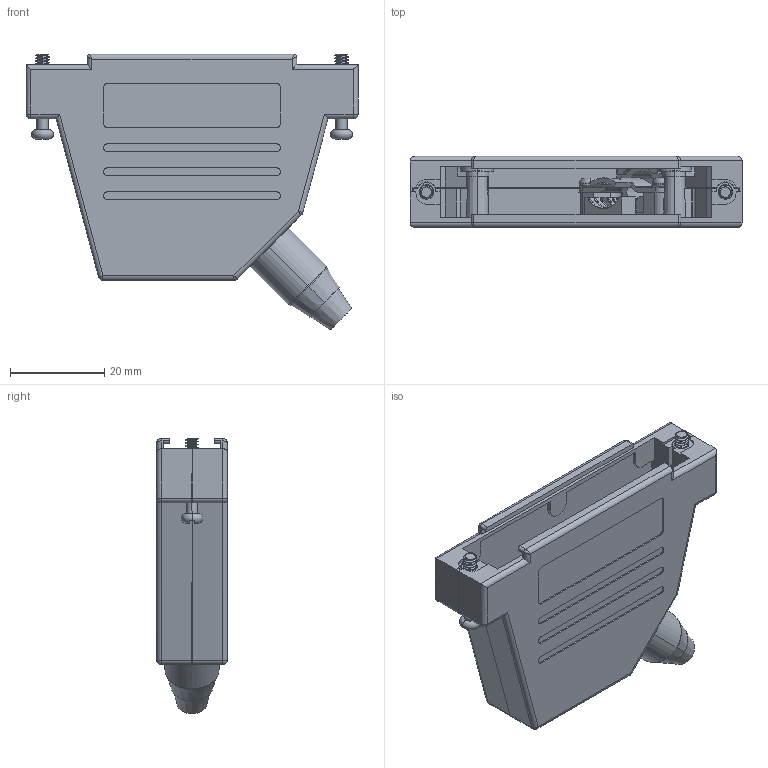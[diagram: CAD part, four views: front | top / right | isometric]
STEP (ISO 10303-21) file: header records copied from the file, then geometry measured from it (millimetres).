
FILE_DESCRIPTION (( 'STEP AP214' ), '1' );
FILE_NAME ('6688-9685-2.STEP', '2022-10-04T09:34:36', ( '' ), ( '' ), 'SwSTEP 2.0', 'SolidWorks 2021', '' );
FILE_SCHEMA (( 'AUTOMOTIVE_DESIGN' ));
Length unit declared in the file: millimetre
Products named in the file (8): 6844-0104-01; 6830-0108-04; 6855-0119-02; 6838-0111-32; 6826-0145-01; 6805-0208-04; 6805-0208-14; 6688-9685-2
Assembly tree (11 placements, depth 2):
  6688-9685-2
    6805-0208-14
    6805-0208-04
    6855-0119-02  x4
    6830-0108-04
    6838-0111-32
    6844-0104-01
    6826-0145-01  x2
Bounding box: 70.5 x 15.1 x 58.47 mm (x, y, z)
Volume: 13548.8 mm3; surface area: 19505.4 mm2
Topology: 15 solids, 15 shells, 1066 faces, 2912 edges, 1891 vertices
Faces by surface type: cylinder 571, plane 387, bspline 50, cone 28, torus 20, sphere 10
Entity records: 37334 total; most frequent: CARTESIAN_POINT 18241, ORIENTED_EDGE 4254, DIRECTION 3618, EDGE_CURVE 2127, VERTEX_POINT 1384, AXIS2_PLACEMENT_3D 1227, LINE 1164, VECTOR 1164
